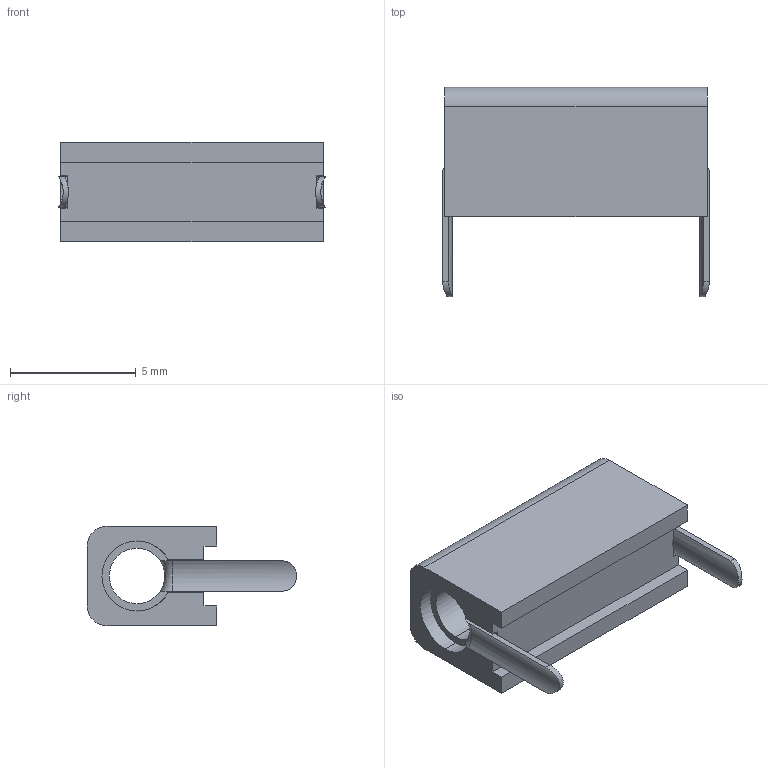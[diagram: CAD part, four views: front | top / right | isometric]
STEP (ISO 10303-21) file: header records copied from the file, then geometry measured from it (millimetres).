
FILE_DESCRIPTION((''),'2;1');
FILE_NAME('105-0751_0770-001','2016-03-22T',('ChWallace'),(''),'PRO/ENGINEER BY PARAMETRIC TECHNOLOGY CORPORATION, 2007450','PRO/ENGINEER BY PARAMETRIC TECHNOLOGY CORPORATION, 2007450','');
FILE_SCHEMA(('CONFIG_CONTROL_DESIGN'));
Length unit declared in the file: inch
Products named in the file (1): 105-0751_0770-001
Bounding box: 10.63 x 8.34 x 3.96 mm (x, y, z)
Volume: 157.4 mm3; surface area: 328.5 mm2
Topology: 1 solids, 1 shells, 44 faces, 138 edges, 92 vertices
Faces by surface type: plane 24, cylinder 16, torus 4
Entity records: 1690 total; most frequent: CARTESIAN_POINT 384, ORIENTED_EDGE 276, DIRECTION 262, EDGE_CURVE 138, VERTEX_POINT 92, AXIS2_PLACEMENT_3D 90, VECTOR 82, LINE 82
